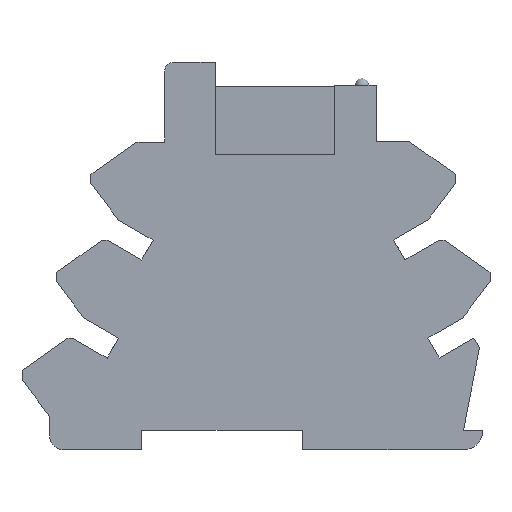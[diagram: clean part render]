
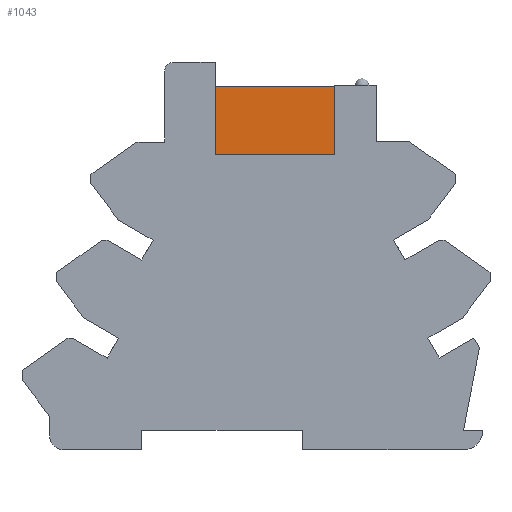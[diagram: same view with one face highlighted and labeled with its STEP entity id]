
A CAD part, left-side view. The second image highlights one B-rep face of the part: STEP entity #1043.
In plain terms, the highlighted planar face has unit normal (-1, 0, 0).
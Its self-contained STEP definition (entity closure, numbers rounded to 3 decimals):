
#873=CARTESIAN_POINT('',(0.25,54.,74.75));
#874=VERTEX_POINT('',#873);
#883=CARTESIAN_POINT('',(0.25,28.,74.75));
#884=VERTEX_POINT('',#883);
#885=CARTESIAN_POINT('',(0.25,28.,74.75));
#886=DIRECTION('',(0.0,1.0,0.));
#887=VECTOR('',#886,26.);
#888=LINE('',#885,#887);
#889=EDGE_CURVE('',#884,#874,#888,.T.);
#997=CARTESIAN_POINT('',(0.25,28.,60.));
#998=VERTEX_POINT('',#997);
#1005=CARTESIAN_POINT('',(0.25,54.,60.));
#1006=VERTEX_POINT('',#1005);
#1007=CARTESIAN_POINT('',(0.25,28.,60.));
#1008=DIRECTION('',(0.0,1.0,0.0));
#1009=VECTOR('',#1008,26.0);
#1010=LINE('',#1007,#1009);
#1011=EDGE_CURVE('',#998,#1006,#1010,.T.);
#1022=CARTESIAN_POINT('',(0.25,41.,67.5));
#1023=DIRECTION('',(1.0,0.0,0.0));
#1024=DIRECTION('',(0.0,0.0,-1.0));
#1025=AXIS2_PLACEMENT_3D('',#1022,#1023,#1024);
#1026=PLANE('',#1025);
#1027=ORIENTED_EDGE('',*,*,#889,.T.);
#1028=CARTESIAN_POINT('',(0.25,54.,60.));
#1029=DIRECTION('',(0.0,0.0,1.0));
#1030=VECTOR('',#1029,14.75);
#1031=LINE('',#1028,#1030);
#1032=EDGE_CURVE('',#1006,#874,#1031,.T.);
#1033=ORIENTED_EDGE('',*,*,#1032,.F.);
#1034=ORIENTED_EDGE('',*,*,#1011,.F.);
#1035=CARTESIAN_POINT('',(0.25,28.,74.75));
#1036=DIRECTION('',(0.0,0.0,-1.0));
#1037=VECTOR('',#1036,14.75);
#1038=LINE('',#1035,#1037);
#1039=EDGE_CURVE('',#884,#998,#1038,.T.);
#1040=ORIENTED_EDGE('',*,*,#1039,.F.);
#1041=EDGE_LOOP('',(#1027,#1033,#1034,#1040));
#1042=FACE_OUTER_BOUND('',#1041,.T.);
#1043=ADVANCED_FACE('',(#1042),#1026,.F.);
